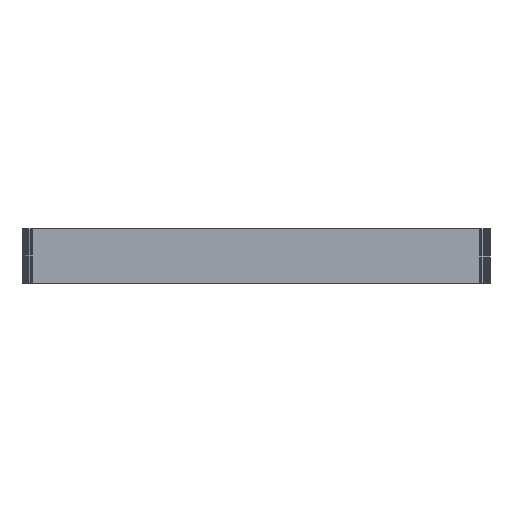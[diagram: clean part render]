
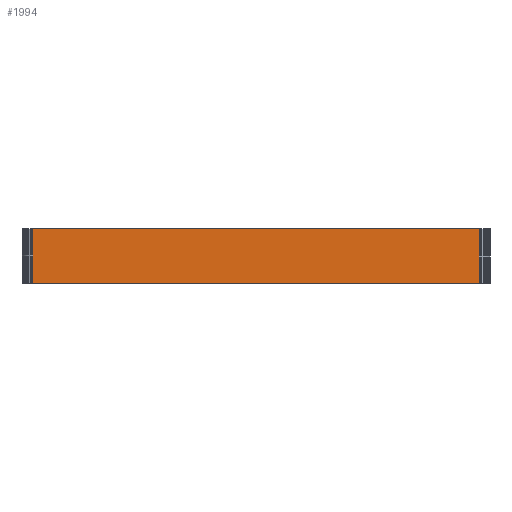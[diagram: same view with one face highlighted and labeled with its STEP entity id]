
A CAD part, left-side view. The second image highlights one B-rep face of the part: STEP entity #1994.
In plain terms, the highlighted planar face has unit normal (-1, 0, 0).
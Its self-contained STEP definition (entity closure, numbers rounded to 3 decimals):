
#94=FACE_OUTER_BOUND('',#191,.T.);
#191=EDGE_LOOP('',(#1746,#1747,#1748,#1749));
#306=LINE('',#2788,#590);
#366=LINE('',#2907,#650);
#478=LINE('',#3129,#762);
#479=LINE('',#3131,#763);
#590=VECTOR('',#2224,10.);
#650=VECTOR('',#2290,10.);
#762=VECTOR('',#2540,10.);
#763=VECTOR('',#2543,10.);
#867=VERTEX_POINT('',#2785);
#868=VERTEX_POINT('',#2787);
#923=VERTEX_POINT('',#2904);
#924=VERTEX_POINT('',#2906);
#1063=EDGE_CURVE('',#867,#868,#306,.T.);
#1123=EDGE_CURVE('',#924,#923,#366,.T.);
#1235=EDGE_CURVE('',#924,#867,#478,.T.);
#1236=EDGE_CURVE('',#923,#868,#479,.T.);
#1746=ORIENTED_EDGE('',*,*,#1123,.T.);
#1747=ORIENTED_EDGE('',*,*,#1236,.T.);
#1748=ORIENTED_EDGE('',*,*,#1063,.F.);
#1749=ORIENTED_EDGE('',*,*,#1235,.F.);
#1897=PLANE('',#2093);
#1994=ADVANCED_FACE('',(#94),#1897,.T.);
#2093=AXIS2_PLACEMENT_3D('',#3130,#2541,#2542);
#2224=DIRECTION('',(0.,1.,0.));
#2290=DIRECTION('',(0.,1.,0.));
#2540=DIRECTION('',(0.,0.,-1.));
#2541=DIRECTION('center_axis',(-1.,0.,0.));
#2542=DIRECTION('ref_axis',(0.,1.,0.));
#2543=DIRECTION('',(0.,0.,-1.));
#2785=CARTESIAN_POINT('',(0.134,-108.46,0.847));
#2787=CARTESIAN_POINT('',(0.134,-2.48,0.847));
#2788=CARTESIAN_POINT('',(0.134,-2.48,0.847));
#2904=CARTESIAN_POINT('',(0.134,-2.48,13.847));
#2906=CARTESIAN_POINT('',(0.134,-108.46,13.847));
#2907=CARTESIAN_POINT('',(0.134,-81.877,13.847));
#3129=CARTESIAN_POINT('',(0.134,-108.46,24.847));
#3130=CARTESIAN_POINT('Origin',(0.134,-108.46,24.847));
#3131=CARTESIAN_POINT('',(0.134,-2.48,24.847));
